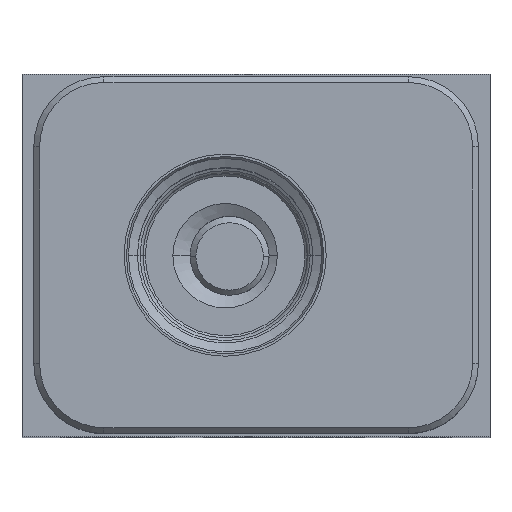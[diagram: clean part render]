
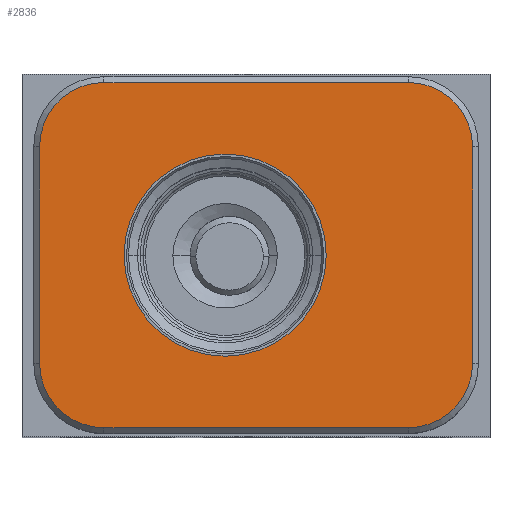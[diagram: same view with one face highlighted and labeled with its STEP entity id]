
A CAD part, top view. The second image highlights one B-rep face of the part: STEP entity #2836.
In plain terms, the highlighted planar face has unit normal (0, 0, 1).
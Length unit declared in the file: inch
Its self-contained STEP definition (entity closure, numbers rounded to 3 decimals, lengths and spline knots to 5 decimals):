
#75=CARTESIAN_POINT('',(0.438,-1.547,4.5));
#76=DIRECTION('',(0.,0.,-1.));
#77=DIRECTION('',(0.,-1.,0.));
#78=AXIS2_PLACEMENT_3D('',#75,#76,#77);
#89=CARTESIAN_POINT('',(1.085,-0.969,4.5));
#90=DIRECTION('',(0.,0.,-1.));
#91=DIRECTION('',(-1.,0.,0.));
#92=AXIS2_PLACEMENT_3D('',#89,#90,#91);
#94=CARTESIAN_POINT('',(1.085,-0.969,4.5));
#95=DIRECTION('',(0.,0.,-1.));
#96=DIRECTION('',(1.,0.,0.));
#97=AXIS2_PLACEMENT_3D('',#94,#95,#96);
#2333=DIRECTION('',(0.,1.,0.));
#2334=VECTOR('',#2333,1.156);
#2335=CARTESIAN_POINT('',(0.094,-1.547,4.5));
#2336=LINE('',#2335,#2334);
#2353=CARTESIAN_POINT('',(0.438,-0.391,4.5));
#2354=DIRECTION('',(0.,0.,-1.));
#2355=DIRECTION('',(-1.,0.,0.));
#2356=AXIS2_PLACEMENT_3D('',#2353,#2354,#2355);
#2371=DIRECTION('',(1.,0.,0.));
#2372=VECTOR('',#2371,1.625);
#2373=CARTESIAN_POINT('',(0.438,-0.047,4.5));
#2374=LINE('',#2373,#2372);
#2387=CARTESIAN_POINT('',(2.063,-0.391,4.5));
#2388=DIRECTION('',(0.,0.,-1.));
#2389=DIRECTION('',(0.,1.,0.));
#2390=AXIS2_PLACEMENT_3D('',#2387,#2388,#2389);
#2401=DIRECTION('',(0.,-1.,0.));
#2402=VECTOR('',#2401,1.156);
#2403=CARTESIAN_POINT('',(2.407,-0.391,4.5));
#2404=LINE('',#2403,#2402);
#2421=CARTESIAN_POINT('',(2.063,-1.547,4.5));
#2422=DIRECTION('',(0.,0.,-1.));
#2423=DIRECTION('',(1.,0.,0.));
#2424=AXIS2_PLACEMENT_3D('',#2421,#2422,#2423);
#2435=DIRECTION('',(-1.,0.,0.));
#2436=VECTOR('',#2435,1.625);
#2437=CARTESIAN_POINT('',(2.063,-1.891,4.5));
#2438=LINE('',#2437,#2436);
#2487=CARTESIAN_POINT('',(0.545,-0.969,4.5));
#2488=CARTESIAN_POINT('',(1.625,-0.969,4.5));
#2489=VERTEX_POINT('',#2487);
#2490=VERTEX_POINT('',#2488);
#2531=CARTESIAN_POINT('',(0.438,-0.047,4.5));
#2532=CARTESIAN_POINT('',(2.063,-0.047,4.5));
#2533=VERTEX_POINT('',#2531);
#2534=VERTEX_POINT('',#2532);
#2539=CARTESIAN_POINT('',(2.407,-0.391,4.5));
#2540=VERTEX_POINT('',#2539);
#2543=CARTESIAN_POINT('',(2.407,-1.547,4.5));
#2544=VERTEX_POINT('',#2543);
#2547=CARTESIAN_POINT('',(2.063,-1.891,4.5));
#2548=VERTEX_POINT('',#2547);
#2551=CARTESIAN_POINT('',(0.438,-1.891,4.5));
#2552=VERTEX_POINT('',#2551);
#2555=CARTESIAN_POINT('',(0.094,-1.547,4.5));
#2556=VERTEX_POINT('',#2555);
#2559=CARTESIAN_POINT('',(0.094,-0.391,4.5));
#2560=VERTEX_POINT('',#2559);
#2808=CARTESIAN_POINT('',(0.,0.,4.5));
#2809=DIRECTION('',(0.,0.,1.));
#2810=DIRECTION('',(1.,0.,0.));
#2811=AXIS2_PLACEMENT_3D('',#2808,#2809,#2810);
#2812=PLANE('',#2811);
#2813=ORIENTED_EDGE('',*,*,#2798,.T.);
#2815=ORIENTED_EDGE('',*,*,#2814,.T.);
#2817=ORIENTED_EDGE('',*,*,#2816,.T.);
#2819=ORIENTED_EDGE('',*,*,#2818,.T.);
#2821=ORIENTED_EDGE('',*,*,#2820,.T.);
#2823=ORIENTED_EDGE('',*,*,#2822,.T.);
#2825=ORIENTED_EDGE('',*,*,#2824,.T.);
#2827=ORIENTED_EDGE('',*,*,#2826,.T.);
#2828=EDGE_LOOP('',(#2813,#2815,#2817,#2819,#2821,#2823,#2825,#2827));
#2829=FACE_OUTER_BOUND('',#2828,.F.);
#2831=ORIENTED_EDGE('',*,*,#2830,.F.);
#2833=ORIENTED_EDGE('',*,*,#2832,.F.);
#2834=EDGE_LOOP('',(#2831,#2833));
#2835=FACE_BOUND('',#2834,.F.);
#2836=ADVANCED_FACE('',(#2829,#2835),#2812,.T.);
#79=CIRCLE('',#78,0.344);
#93=CIRCLE('',#92,0.54);
#98=CIRCLE('',#97,0.54);
#2357=CIRCLE('',#2356,0.344);
#2391=CIRCLE('',#2390,0.344);
#2425=CIRCLE('',#2424,0.344);
#2798=EDGE_CURVE('',#2552,#2556,#79,.T.);
#2814=EDGE_CURVE('',#2556,#2560,#2336,.T.);
#2816=EDGE_CURVE('',#2560,#2533,#2357,.T.);
#2818=EDGE_CURVE('',#2533,#2534,#2374,.T.);
#2820=EDGE_CURVE('',#2534,#2540,#2391,.T.);
#2822=EDGE_CURVE('',#2540,#2544,#2404,.T.);
#2824=EDGE_CURVE('',#2544,#2548,#2425,.T.);
#2826=EDGE_CURVE('',#2548,#2552,#2438,.T.);
#2830=EDGE_CURVE('',#2489,#2490,#93,.T.);
#2832=EDGE_CURVE('',#2490,#2489,#98,.T.);
